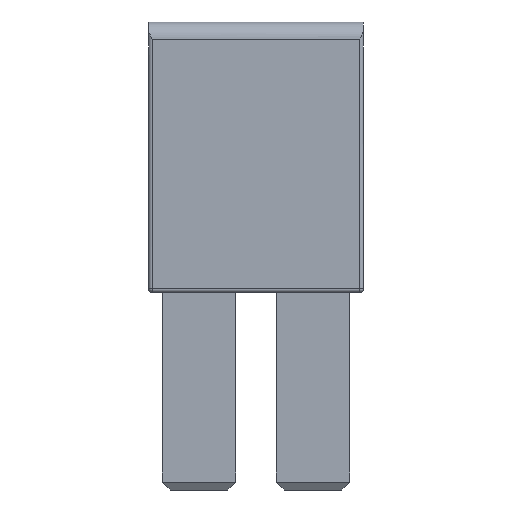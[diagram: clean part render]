
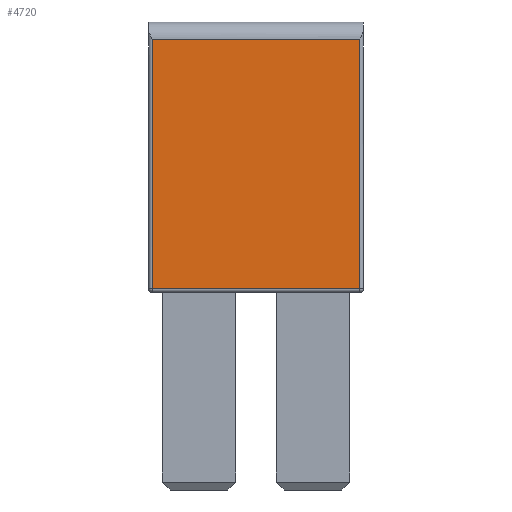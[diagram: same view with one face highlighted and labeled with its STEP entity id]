
A CAD part, front view. The second image highlights one B-rep face of the part: STEP entity #4720.
In plain terms, the highlighted planar face has unit normal (0, -1, 0).
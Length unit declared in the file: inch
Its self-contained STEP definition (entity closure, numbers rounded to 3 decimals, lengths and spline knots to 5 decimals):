
#511=LINE('',#8506,#990);
#513=LINE('',#8533,#992);
#516=LINE('',#8538,#995);
#518=LINE('',#8541,#997);
#990=VECTOR('',#5713,0.6);
#992=VECTOR('',#5721,0.72);
#995=VECTOR('',#5728,0.6);
#997=VECTOR('',#5732,0.72);
#1364=FACE_OUTER_BOUND('',#1641,.T.);
#1641=EDGE_LOOP('',(#4272,#4273,#4274,#4275));
#2255=VERTEX_POINT('',#8493);
#2256=VERTEX_POINT('',#8497);
#2259=VERTEX_POINT('',#8504);
#2260=VERTEX_POINT('',#8505);
#2918=EDGE_CURVE('',#2259,#2260,#511,.T.);
#2924=EDGE_CURVE('',#2256,#2259,#513,.T.);
#2927=EDGE_CURVE('',#2255,#2256,#516,.T.);
#2929=EDGE_CURVE('',#2260,#2255,#518,.T.);
#4272=ORIENTED_EDGE('',*,*,#2918,.F.);
#4273=ORIENTED_EDGE('',*,*,#2924,.F.);
#4274=ORIENTED_EDGE('',*,*,#2927,.F.);
#4275=ORIENTED_EDGE('',*,*,#2929,.F.);
#4434=PLANE('',#4906);
#4720=ADVANCED_FACE('',(#1364),#4434,.T.);
#4906=AXIS2_PLACEMENT_3D('',#8554,#5753,#5754);
#5713=DIRECTION('',(1.,0.,0.));
#5721=DIRECTION('',(0.,0.,1.));
#5728=DIRECTION('',(-1.,0.,0.));
#5732=DIRECTION('',(0.,0.,-1.));
#5753=DIRECTION('center_axis',(0.,-1.,0.));
#5754=DIRECTION('ref_axis',(0.,0.,-1.));
#8493=CARTESIAN_POINT('',(0.61,0.,-0.77));
#8497=CARTESIAN_POINT('',(0.01,0.,-0.77));
#8504=CARTESIAN_POINT('',(0.01,0.,-0.05));
#8505=CARTESIAN_POINT('',(0.61,0.,-0.05));
#8506=CARTESIAN_POINT('',(0.155,0.,-0.05));
#8533=CARTESIAN_POINT('',(0.01,0.,0.));
#8538=CARTESIAN_POINT('',(0.155,0.,-0.77));
#8541=CARTESIAN_POINT('',(0.61,0.,0.));
#8554=CARTESIAN_POINT('Origin',(0.,0.,0.));
